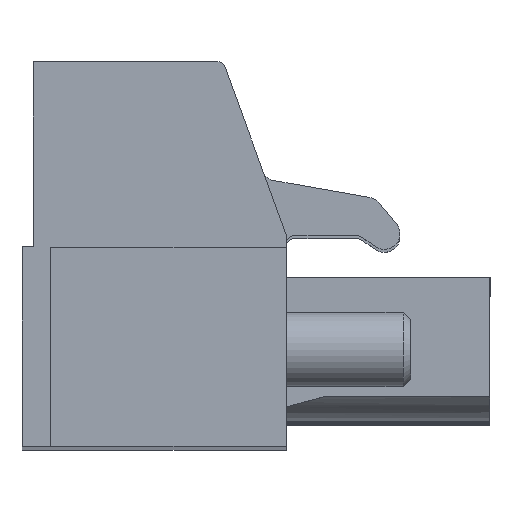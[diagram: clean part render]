
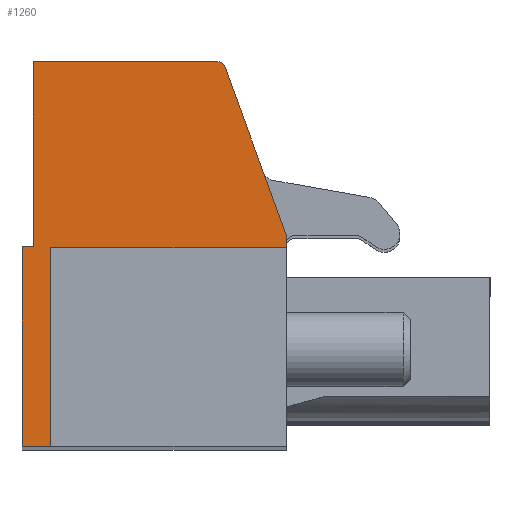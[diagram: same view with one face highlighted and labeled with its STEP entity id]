
A CAD part, top view. The second image highlights one B-rep face of the part: STEP entity #1260.
In plain terms, the highlighted planar face has unit normal (0, 0, 1).
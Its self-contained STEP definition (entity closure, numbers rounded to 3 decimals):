
#1260 = ADVANCED_FACE( '', ( #2909 ), #2910, .T. );
#2909 = FACE_OUTER_BOUND( '', #4969, .T. );
#2910 = PLANE( '', #4970 );
#4969 = EDGE_LOOP( '', ( #8541, #8542, #8543, #8544, #8545, #8546, #8547, #8548, #8549, #8550 ) );
#4970 = AXIS2_PLACEMENT_3D( '', #8551, #8552, #8553 );
#8541 = ORIENTED_EDGE( '', *, *, #12256, .T. );
#8542 = ORIENTED_EDGE( '', *, *, #12257, .T. );
#8543 = ORIENTED_EDGE( '', *, *, #12258, .F. );
#8544 = ORIENTED_EDGE( '', *, *, #12190, .F. );
#8545 = ORIENTED_EDGE( '', *, *, #11256, .T. );
#8546 = ORIENTED_EDGE( '', *, *, #11574, .T. );
#8547 = ORIENTED_EDGE( '', *, *, #12259, .F. );
#8548 = ORIENTED_EDGE( '', *, *, #11850, .T. );
#8549 = ORIENTED_EDGE( '', *, *, #12260, .T. );
#8550 = ORIENTED_EDGE( '', *, *, #12232, .T. );
#8551 = CARTESIAN_POINT( '', ( 255.242, 210.642, 176.2 ) );
#8552 = DIRECTION( '', ( 0., 0., 1. ) );
#8553 = DIRECTION( '', ( 1., 0., 0. ) );
#11256 = EDGE_CURVE( '', #13355, #13353, #13356, .T. );
#11574 = EDGE_CURVE( '', #13353, #13902, #13904, .T. );
#11850 = EDGE_CURVE( '', #14317, #14314, #14318, .T. );
#12190 = EDGE_CURVE( '', #13355, #14805, #14806, .T. );
#12232 = EDGE_CURVE( '', #14862, #14860, #14863, .T. );
#12256 = EDGE_CURVE( '', #14860, #14894, #14895, .T. );
#12257 = EDGE_CURVE( '', #14894, #14896, #14897, .T. );
#12258 = EDGE_CURVE( '', #14805, #14896, #14898, .T. );
#12259 = EDGE_CURVE( '', #14317, #13902, #14899, .T. );
#12260 = EDGE_CURVE( '', #14314, #14862, #14900, .T. );
#13353 = VERTEX_POINT( '', #16292 );
#13355 = VERTEX_POINT( '', #16295 );
#13356 = LINE( '', #16296, #16297 );
#13902 = VERTEX_POINT( '', #17034 );
#13904 = LINE( '', #17037, #17038 );
#14314 = VERTEX_POINT( '', #17587 );
#14317 = VERTEX_POINT( '', #17591 );
#14318 = LINE( '', #17592, #17593 );
#14805 = VERTEX_POINT( '', #18257 );
#14806 = LINE( '', #18258, #18259 );
#14860 = VERTEX_POINT( '', #18334 );
#14862 = VERTEX_POINT( '', #18337 );
#14863 = LINE( '', #18338, #18339 );
#14894 = VERTEX_POINT( '', #18379 );
#14895 = LINE( '', #18380, #18381 );
#14896 = VERTEX_POINT( '', #18382 );
#14897 = LINE( '', #18383, #18384 );
#14898 = LINE( '', #18385, #18386 );
#14899 = CIRCLE( '', #18387, 0.3 );
#14900 = LINE( '', #18388, #18389 );
#16292 = CARTESIAN_POINT( '', ( 265.392, 204.542, 176.2 ) );
#16295 = CARTESIAN_POINT( '', ( 265.392, 204.042, 176.2 ) );
#16296 = CARTESIAN_POINT( '', ( 265.392, 197.642, 176.2 ) );
#16297 = VECTOR( '', #19694, 1000. );
#17034 = CARTESIAN_POINT( '', ( 262.916, 211.344, 176.2 ) );
#17037 = CARTESIAN_POINT( '', ( 265.523, 204.18, 176.2 ) );
#17038 = VECTOR( '', #20094, 1000. );
#17587 = CARTESIAN_POINT( '', ( 255.192, 211.542, 176.2 ) );
#17591 = CARTESIAN_POINT( '', ( 262.634, 211.542, 176.2 ) );
#17592 = CARTESIAN_POINT( '', ( 255.042, 211.542, 176.2 ) );
#17593 = VECTOR( '', #20409, 1000. );
#18257 = CARTESIAN_POINT( '', ( 255.892, 204.042, 176.2 ) );
#18258 = CARTESIAN_POINT( '', ( 256.392, 204.042, 176.2 ) );
#18259 = VECTOR( '', #20773, 1000. );
#18334 = CARTESIAN_POINT( '', ( 254.742, 204.092, 176.2 ) );
#18337 = CARTESIAN_POINT( '', ( 255.192, 204.092, 176.2 ) );
#18338 = CARTESIAN_POINT( '', ( 254.742, 204.092, 176.2 ) );
#18339 = VECTOR( '', #20808, 1000. );
#18379 = CARTESIAN_POINT( '', ( 254.742, 196.042, 176.2 ) );
#18380 = CARTESIAN_POINT( '', ( 254.742, 196.742, 176.2 ) );
#18381 = VECTOR( '', #20836, 1000. );
#18382 = CARTESIAN_POINT( '', ( 255.892, 196.042, 176.2 ) );
#18383 = CARTESIAN_POINT( '', ( 265.392, 196.042, 176.2 ) );
#18384 = VECTOR( '', #20837, 1000. );
#18385 = CARTESIAN_POINT( '', ( 255.892, 196.042, 176.2 ) );
#18386 = VECTOR( '', #20838, 1000. );
#18387 = AXIS2_PLACEMENT_3D( '', #20839, #20840, #20841 );
#18388 = CARTESIAN_POINT( '', ( 255.192, 203.542, 176.2 ) );
#18389 = VECTOR( '', #20842, 1000. );
#19694 = DIRECTION( '', ( 0., 1., 0. ) );
#20094 = DIRECTION( '', ( -0.342, 0.94, 0. ) );
#20409 = DIRECTION( '', ( -1., 0., 0. ) );
#20773 = DIRECTION( '', ( -1., 0., 0. ) );
#20808 = DIRECTION( '', ( -1., 0., 0. ) );
#20836 = DIRECTION( '', ( 0., -1., 0. ) );
#20837 = DIRECTION( '', ( 1., 0., 0. ) );
#20838 = DIRECTION( '', ( 0., -1., 0. ) );
#20839 = CARTESIAN_POINT( '', ( 262.634, 211.242, 176.2 ) );
#20840 = DIRECTION( '', ( 0., 0., -1. ) );
#20841 = DIRECTION( '', ( -1., 0., 0. ) );
#20842 = DIRECTION( '', ( 0., -1., 0. ) );
